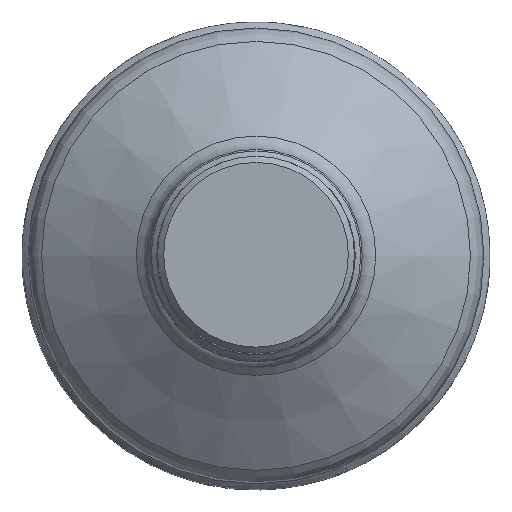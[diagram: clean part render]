
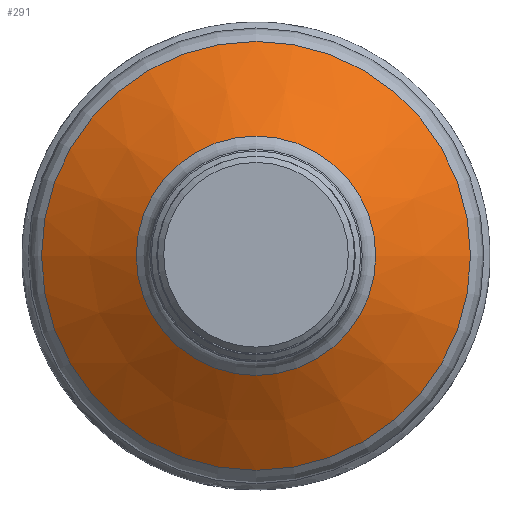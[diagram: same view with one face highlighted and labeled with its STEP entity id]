
A CAD part, top view. The second image highlights one B-rep face of the part: STEP entity #291.
In plain terms, the highlighted conical face has half-angle 55.749 degrees and reference radius 37 mm.
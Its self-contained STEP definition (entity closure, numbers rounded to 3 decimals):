
#104=CONICAL_SURFACE('',#510,37.,55.749);
#127=EDGE_LOOP('',(#179));
#128=EDGE_LOOP('',(#180));
#179=ORIENTED_EDGE('',*,*,#230,.T.);
#180=ORIENTED_EDGE('',*,*,#231,.T.);
#230=EDGE_CURVE('',#378,#378,#256,.T.);
#231=EDGE_CURVE('',#379,#379,#257,.T.);
#256=CIRCLE('',#508,34.814);
#257=CIRCLE('',#509,19.436);
#291=ADVANCED_FACE('SU_5',(#326,#327),#104,.T.);
#326=FACE_BOUND('',#127,.T.);
#327=FACE_BOUND('',#128,.T.);
#378=VERTEX_POINT('',#7868);
#379=VERTEX_POINT('',#7870);
#508=AXIS2_PLACEMENT_3D('',#7867,#604,#605);
#509=AXIS2_PLACEMENT_3D('',#7869,#606,#607);
#510=AXIS2_PLACEMENT_3D('',#7871,#608,#609);
#604=DIRECTION('',(0.,0.,1.));
#605=DIRECTION('',(1.,0.,0.));
#606=DIRECTION('',(0.,0.,-1.));
#607=DIRECTION('',(-1.,0.,0.));
#608=DIRECTION('',(0.,0.,-1.));
#609=DIRECTION('',(-1.,0.,0.));
#7867=CARTESIAN_POINT('',(0.,0.,-100.867));
#7868=CARTESIAN_POINT('',(34.814,0.,-100.867));
#7869=CARTESIAN_POINT('',(0.,0.,-90.396));
#7870=CARTESIAN_POINT('',(-19.436,0.,-90.396));
#7871=CARTESIAN_POINT('',(0.,0.,-102.356));
